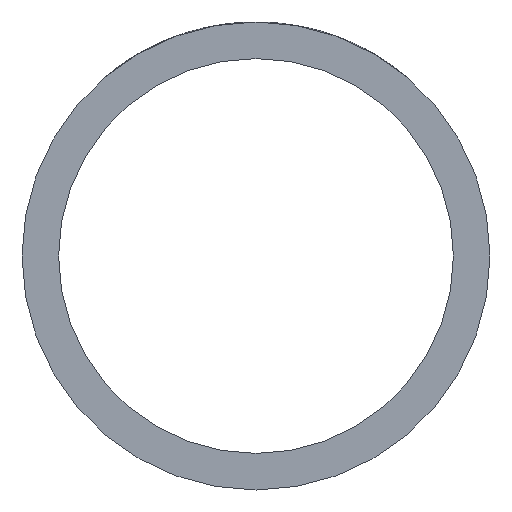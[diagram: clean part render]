
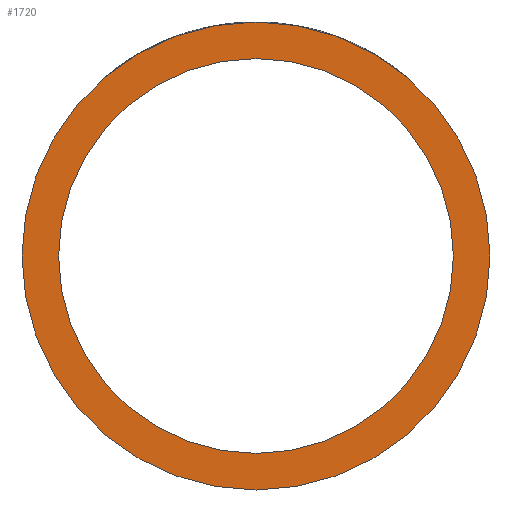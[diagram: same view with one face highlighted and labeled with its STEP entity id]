
A CAD part, front view. The second image highlights one B-rep face of the part: STEP entity #1720.
In plain terms, the highlighted planar face has unit normal (0, -1, 0).
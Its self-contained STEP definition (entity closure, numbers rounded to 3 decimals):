
#33 = VERTEX_POINT ( 'NONE', #1358 ) ;
#41 = PLANE ( 'NONE',  #2078 ) ;
#70 = AXIS2_PLACEMENT_3D ( 'NONE', #2015, #604, #809 ) ;
#91 = CIRCLE ( 'NONE', #1539, 1.35 ) ;
#108 = DIRECTION ( 'NONE',  ( 0., 0., 1. ) ) ;
#157 = AXIS2_PLACEMENT_3D ( 'NONE', #2161, #2563, #585 ) ;
#184 = CIRCLE ( 'NONE', #157, 1.6 ) ;
#417 = DIRECTION ( 'NONE',  ( 0., 1., 0. ) ) ;
#505 = ORIENTED_EDGE ( 'NONE', *, *, #1172, .T. ) ;
#585 = DIRECTION ( 'NONE',  ( 0., 0., 1. ) ) ;
#602 = CIRCLE ( 'NONE', #70, 1.35 ) ;
#604 = DIRECTION ( 'NONE',  ( 0., 1., 0. ) ) ;
#609 = EDGE_LOOP ( 'NONE', ( #1164, #1114 ) ) ;
#763 = EDGE_CURVE ( 'Defeature ausgef�hrt1_1+Defeature ausgef�hrt1_3+Defeature ausgef�hrt1_3+Defeature ausgef�hrt1_3', #33, #2189, #602, .T. ) ;
#809 = DIRECTION ( 'NONE',  ( 0., 0., 1. ) ) ;
#824 = CARTESIAN_POINT ( 'NONE',  ( 0., 0., 0. ) ) ;
#847 = DIRECTION ( 'NONE',  ( 0., 1., 0. ) ) ;
#887 = VERTEX_POINT ( 'NONE', #1679 ) ;
#997 = ORIENTED_EDGE ( 'NONE', *, *, #763, .T. ) ;
#1007 = VERTEX_POINT ( 'NONE', #1289 ) ;
#1040 = DIRECTION ( 'NONE',  ( 0., 0., 1. ) ) ;
#1114 = ORIENTED_EDGE ( 'NONE', *, *, #2008, .F. ) ;
#1164 = ORIENTED_EDGE ( 'NONE', *, *, #1723, .F. ) ;
#1172 = EDGE_CURVE ( 'Defeature ausgef�hrt1_1+Defeature ausgef�hrt1_3+Defeature ausgef�hrt1_3+Defeature ausgef�hrt1_3', #2189, #33, #91, .T. ) ;
#1245 = CARTESIAN_POINT ( 'NONE',  ( 0., 0., 0. ) ) ;
#1289 = CARTESIAN_POINT ( 'NONE',  ( 0., 0., 1.6 ) ) ;
#1358 = CARTESIAN_POINT ( 'NONE',  ( 0., 0., -1.35 ) ) ;
#1475 = FACE_OUTER_BOUND ( 'NONE', #609, .T. ) ;
#1539 = AXIS2_PLACEMENT_3D ( 'NONE', #1929, #2296, #108 ) ;
#1661 = CARTESIAN_POINT ( 'NONE',  ( 0., 0., 1.35 ) ) ;
#1679 = CARTESIAN_POINT ( 'NONE',  ( 0., 0., -1.6 ) ) ;
#1720 = ADVANCED_FACE ( 'Defeature ausgef�hrt1_1', ( #2576, #1475 ), #41, .F. ) ;
#1723 = EDGE_CURVE ( 'Defeature ausgef�hrt1_2+Defeature ausgef�hrt1_1+Defeature ausgef�hrt1_1+Defeature ausgef�hrt1_1', #887, #1007, #1931, .T. ) ;
#1929 = CARTESIAN_POINT ( 'NONE',  ( 0., 0., 0. ) ) ;
#1931 = CIRCLE ( 'NONE', #2310, 1.6 ) ;
#2008 = EDGE_CURVE ( 'Defeature ausgef�hrt1_2+Defeature ausgef�hrt1_1+Defeature ausgef�hrt1_1+Defeature ausgef�hrt1_1', #1007, #887, #184, .T. ) ;
#2015 = CARTESIAN_POINT ( 'NONE',  ( 0., 0., 0. ) ) ;
#2078 = AXIS2_PLACEMENT_3D ( 'NONE', #1245, #417, #1040 ) ;
#2123 = EDGE_LOOP ( 'NONE', ( #997, #505 ) ) ;
#2161 = CARTESIAN_POINT ( 'NONE',  ( 0., 0., 0. ) ) ;
#2189 = VERTEX_POINT ( 'NONE', #1661 ) ;
#2211 = DIRECTION ( 'NONE',  ( 0., 0., 1. ) ) ;
#2296 = DIRECTION ( 'NONE',  ( 0., 1., 0. ) ) ;
#2310 = AXIS2_PLACEMENT_3D ( 'NONE', #824, #847, #2211 ) ;
#2563 = DIRECTION ( 'NONE',  ( 0., 1., 0. ) ) ;
#2576 = FACE_BOUND ( 'NONE', #2123, .T. ) ;
